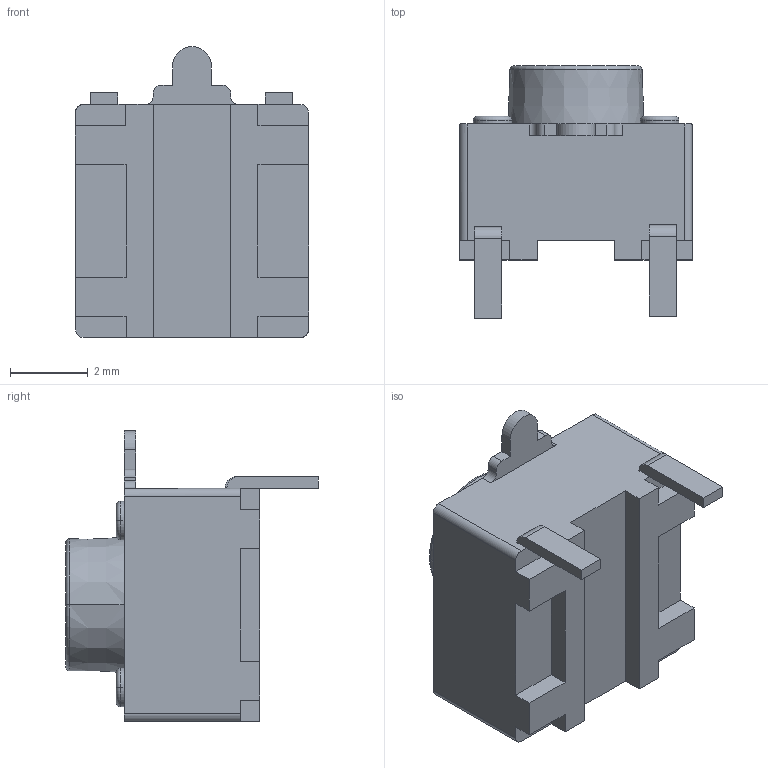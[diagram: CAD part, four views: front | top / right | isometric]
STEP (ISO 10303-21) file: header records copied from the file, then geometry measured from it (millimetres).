
FILE_DESCRIPTION((''),'2;1');
FILE_NAME('PRT0002','2025-09-22T',('Administrator'),(''),'PRO/ENGINEER BY PARAMETRIC TECHNOLOGY CORPORATION, 2010280','PRO/ENGINEER BY PARAMETRIC TECHNOLOGY CORPORATION, 2010280','');
FILE_SCHEMA(('CONFIG_CONTROL_DESIGN'));
Length unit declared in the file: millimetre
Products named in the file (1): PRT0002
Bounding box: 6.01 x 6.5 x 7.5 mm (x, y, z)
Volume: 131 mm3; surface area: 192.3 mm2
Topology: 1 solids, 1 shells, 83 faces, 214 edges, 138 vertices
Faces by surface type: plane 52, cylinder 19, torus 10, cone 2
Entity records: 2562 total; most frequent: CARTESIAN_POINT 447, DIRECTION 438, ORIENTED_EDGE 428, EDGE_CURVE 214, VECTOR 152, LINE 152, AXIS2_PLACEMENT_3D 143, VERTEX_POINT 138
